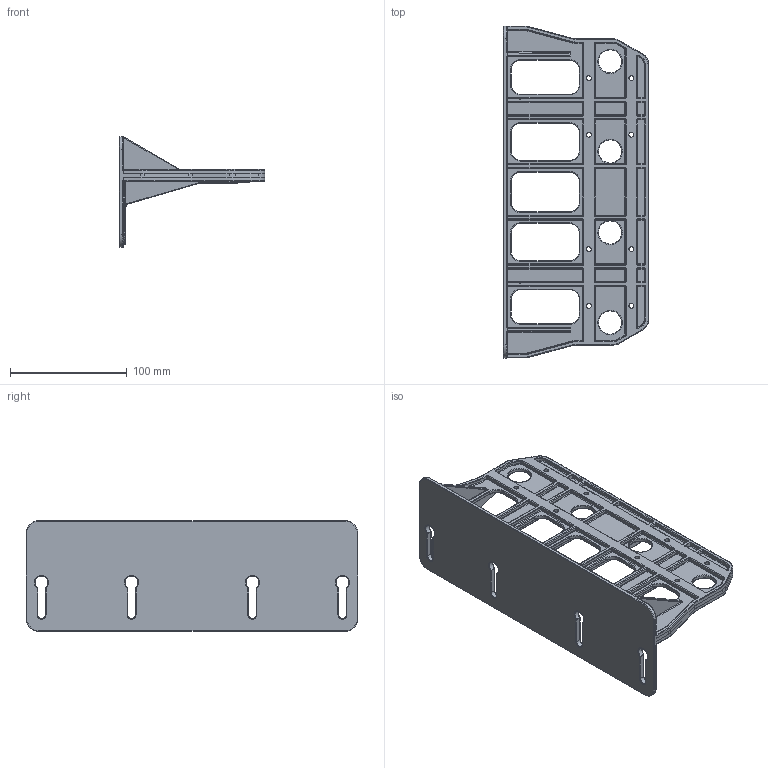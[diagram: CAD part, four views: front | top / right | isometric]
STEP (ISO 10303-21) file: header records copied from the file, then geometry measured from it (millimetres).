
FILE_DESCRIPTION(('FreeCAD Model'),'2;1');
FILE_NAME('Open CASCADE Shape Model','2025-04-29T12:38:20',('FreeCAD'),( 'FreeCAD'),'Open CASCADE STEP processor 7.6','FreeCAD','Unknown');
FILE_SCHEMA(('AUTOMOTIVE_DESIGN { 1 0 10303 214 1 1 1 1 }'));
Products named in the file (1): Open CASCADE STEP translator 7.6 1
Bounding box: 124.63 x 284.55 x 94.85 mm (x, y, z)
Volume: 239463.6 mm3; surface area: 130994.3 mm2
Topology: 1 solids, 1 shells, 1608 faces, 3785 edges, 1971 vertices
Faces by surface type: bspline 1608
Entity records: 50842 total; most frequent: CARTESIAN_POINT 31305, ORIENTED_EDGE 7130, EDGE_CURVE 3565, VERTEX_POINT 1969, FACE_BOUND 1664, EDGE_LOOP 1664, B_SPLINE_CURVE_WITH_KNOTS 1638, ADVANCED_FACE 1608
